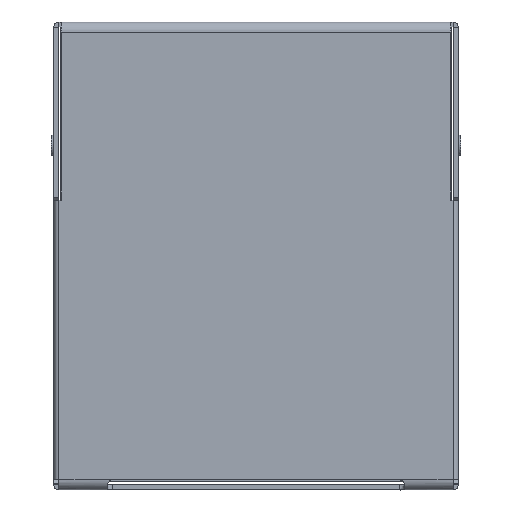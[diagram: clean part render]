
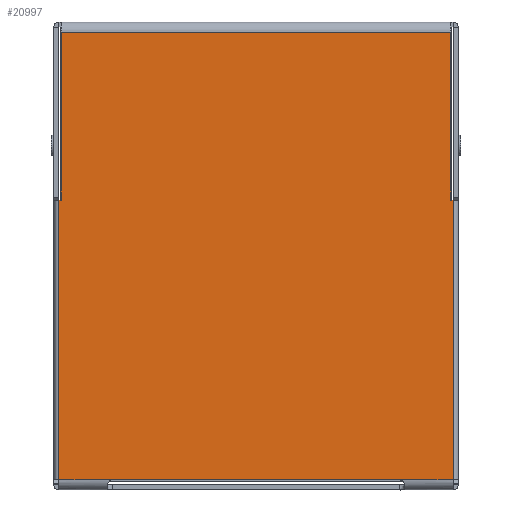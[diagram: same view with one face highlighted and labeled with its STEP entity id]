
A CAD part, front view. The second image highlights one B-rep face of the part: STEP entity #20997.
In plain terms, the highlighted face is planar.
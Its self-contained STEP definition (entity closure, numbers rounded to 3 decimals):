
#16918=DIRECTION('',(-1.,0.,0.));
#16919=VECTOR('',#16918,2.1);
#16920=CARTESIAN_POINT('',(7.75,6.475,-17.8));
#16921=LINE('',#16920,#16919);
#17235=DIRECTION('',(-1.,0.,0.));
#17236=VECTOR('',#17235,2.1);
#17237=CARTESIAN_POINT('',(-5.65,6.475,-17.8));
#17238=LINE('',#17237,#17236);
#17243=DIRECTION('',(1.,0.,0.));
#17244=VECTOR('',#17243,11.3);
#17245=CARTESIAN_POINT('',(-5.65,6.475,-17.8));
#17246=LINE('',#17245,#17244);
#17247=DIRECTION('',(0.,0.,1.));
#17248=VECTOR('',#17247,6.6);
#17249=CARTESIAN_POINT('',(7.65,6.475,-6.8));
#17250=LINE('',#17249,#17248);
#17251=DIRECTION('',(0.,0.,-1.));
#17252=VECTOR('',#17251,6.6);
#17253=CARTESIAN_POINT('',(-7.65,6.475,-0.2));
#17254=LINE('',#17253,#17252);
#17255=DIRECTION('',(-1.,0.,0.));
#17256=VECTOR('',#17255,0.1);
#17257=CARTESIAN_POINT('',(-7.65,6.475,-6.8));
#17258=LINE('',#17257,#17256);
#17259=DIRECTION('',(0.,0.,-1.));
#17260=VECTOR('',#17259,11.);
#17261=CARTESIAN_POINT('',(7.75,6.475,-6.8));
#17262=LINE('',#17261,#17260);
#17308=DIRECTION('',(1.,0.,0.));
#17309=VECTOR('',#17308,0.1);
#17310=CARTESIAN_POINT('',(7.65,6.475,-6.8));
#17311=LINE('',#17310,#17309);
#17377=DIRECTION('',(0.,0.,1.));
#17378=VECTOR('',#17377,11.);
#17379=CARTESIAN_POINT('',(-7.75,6.475,-17.8));
#17380=LINE('',#17379,#17378);
#17452=DIRECTION('',(1.,0.,0.));
#17453=VECTOR('',#17452,15.3);
#17454=CARTESIAN_POINT('',(-7.65,6.475,-0.2));
#17455=LINE('',#17454,#17453);
#19626=CARTESIAN_POINT('',(5.65,6.475,-17.8));
#19627=VERTEX_POINT('',#19626);
#19628=CARTESIAN_POINT('',(-5.65,6.475,-17.8));
#19629=VERTEX_POINT('',#19628);
#19641=CARTESIAN_POINT('',(7.75,6.475,-17.8));
#19642=VERTEX_POINT('',#19641);
#19643=CARTESIAN_POINT('',(-7.75,6.475,-17.8));
#19644=VERTEX_POINT('',#19643);
#19719=CARTESIAN_POINT('',(-7.75,6.475,-6.8));
#19720=VERTEX_POINT('',#19719);
#19723=CARTESIAN_POINT('',(7.75,6.475,-6.8));
#19724=VERTEX_POINT('',#19723);
#19725=CARTESIAN_POINT('',(7.65,6.475,-6.8));
#19726=VERTEX_POINT('',#19725);
#19727=CARTESIAN_POINT('',(7.65,6.475,-0.2));
#19728=VERTEX_POINT('',#19727);
#19729=CARTESIAN_POINT('',(-7.65,6.475,-0.2));
#19730=VERTEX_POINT('',#19729);
#19731=CARTESIAN_POINT('',(-7.65,6.475,-6.8));
#19732=VERTEX_POINT('',#19731);
#20973=CARTESIAN_POINT('',(7.95,6.475,0.2));
#20974=DIRECTION('',(0.,1.,0.));
#20975=DIRECTION('',(1.,0.,0.));
#20976=AXIS2_PLACEMENT_3D('',#20973,#20974,#20975);
#20977=PLANE('',#20976);
#20978=ORIENTED_EDGE('',*,*,#20397,.T.);
#20979=ORIENTED_EDGE('',*,*,#20489,.F.);
#20981=ORIENTED_EDGE('',*,*,#20980,.F.);
#20983=ORIENTED_EDGE('',*,*,#20982,.F.);
#20985=ORIENTED_EDGE('',*,*,#20984,.T.);
#20987=ORIENTED_EDGE('',*,*,#20986,.F.);
#20989=ORIENTED_EDGE('',*,*,#20988,.T.);
#20991=ORIENTED_EDGE('',*,*,#20990,.T.);
#20993=ORIENTED_EDGE('',*,*,#20992,.F.);
#20994=ORIENTED_EDGE('',*,*,#20966,.F.);
#20995=EDGE_LOOP('',(#20978,#20979,#20981,#20983,#20985,#20987,#20989,#20991,
#20993,#20994));
#20996=FACE_OUTER_BOUND('',#20995,.F.);
#20997=ADVANCED_FACE('',(#20996),#20977,.T.);
#20397=EDGE_CURVE('',#19629,#19627,#17246,.T.);
#20489=EDGE_CURVE('',#19642,#19627,#16921,.T.);
#20966=EDGE_CURVE('',#19629,#19644,#17238,.T.);
#20980=EDGE_CURVE('',#19724,#19642,#17262,.T.);
#20982=EDGE_CURVE('',#19726,#19724,#17311,.T.);
#20984=EDGE_CURVE('',#19726,#19728,#17250,.T.);
#20986=EDGE_CURVE('',#19730,#19728,#17455,.T.);
#20988=EDGE_CURVE('',#19730,#19732,#17254,.T.);
#20990=EDGE_CURVE('',#19732,#19720,#17258,.T.);
#20992=EDGE_CURVE('',#19644,#19720,#17380,.T.);
